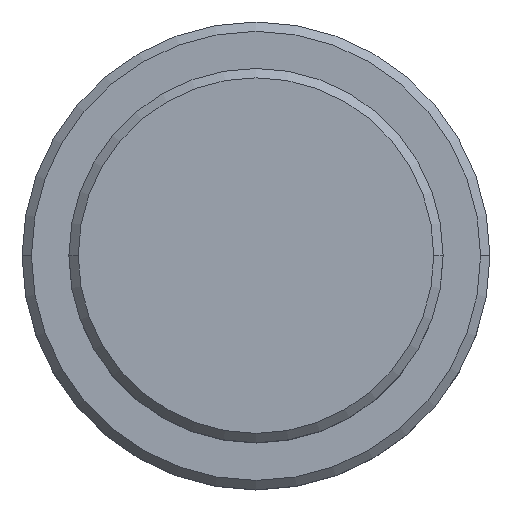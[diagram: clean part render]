
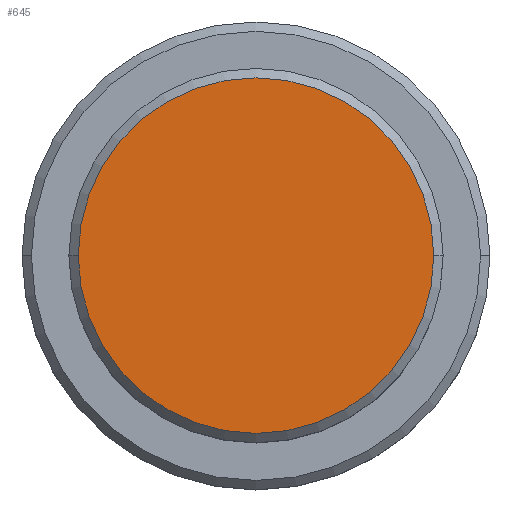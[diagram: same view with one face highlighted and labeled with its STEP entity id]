
A CAD part, top view. The second image highlights one B-rep face of the part: STEP entity #645.
In plain terms, the highlighted planar face has unit normal (0, 0, 1).
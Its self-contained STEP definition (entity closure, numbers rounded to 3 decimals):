
#23 = EDGE_LOOP ( 'NONE', ( #427, #58 ) ) ;
#44 = AXIS2_PLACEMENT_3D ( 'NONE', #1143, #1274, #1363 ) ;
#58 = ORIENTED_EDGE ( 'NONE', *, *, #116, .T. ) ;
#60 = VERTEX_POINT ( 'NONE', #306 ) ;
#116 = EDGE_CURVE ( 'NONE', #977, #60, #1099, .T. ) ;
#174 = DIRECTION ( 'NONE',  ( 1., 0., 0. ) ) ;
#255 = CIRCLE ( 'NONE', #797, 9.5 ) ;
#292 = CARTESIAN_POINT ( 'NONE',  ( 0., 0., 0. ) ) ;
#306 = CARTESIAN_POINT ( 'NONE',  ( -9.5, 0., 0. ) ) ;
#387 = FACE_OUTER_BOUND ( 'NONE', #23, .T. ) ;
#420 = DIRECTION ( 'NONE',  ( 1., 0., 0. ) ) ;
#426 = CARTESIAN_POINT ( 'NONE',  ( 0., 0., 0. ) ) ;
#427 = ORIENTED_EDGE ( 'NONE', *, *, #1113, .T. ) ;
#540 = DIRECTION ( 'NONE',  ( 0., 0., 1. ) ) ;
#645 = ADVANCED_FACE ( 'NONE', ( #387 ), #1072, .T. ) ;
#706 = CARTESIAN_POINT ( 'NONE',  ( 9.5, 0., 0. ) ) ;
#797 = AXIS2_PLACEMENT_3D ( 'NONE', #426, #1296, #174 ) ;
#977 = VERTEX_POINT ( 'NONE', #706 ) ;
#1072 = PLANE ( 'NONE',  #1330 ) ;
#1099 = CIRCLE ( 'NONE', #44, 9.5 ) ;
#1113 = EDGE_CURVE ( 'NONE', #60, #977, #255, .T. ) ;
#1143 = CARTESIAN_POINT ( 'NONE',  ( 0., 0., 0. ) ) ;
#1274 = DIRECTION ( 'NONE',  ( 0., 0., 1. ) ) ;
#1296 = DIRECTION ( 'NONE',  ( 0., 0., 1. ) ) ;
#1330 = AXIS2_PLACEMENT_3D ( 'NONE', #292, #540, #420 ) ;
#1363 = DIRECTION ( 'NONE',  ( 1., 0., 0. ) ) ;
